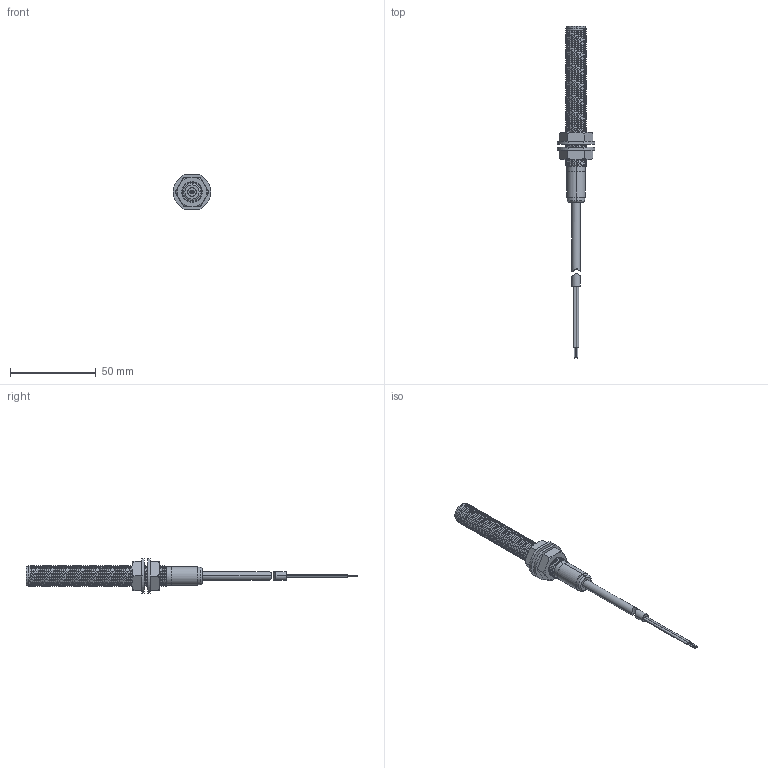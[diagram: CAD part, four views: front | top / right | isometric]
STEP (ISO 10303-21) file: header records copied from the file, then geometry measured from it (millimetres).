
FILE_DESCRIPTION (( 'STEP AP214' ), '1' );
FILE_NAME ('C19x.STEP', '2025-05-21T08:13:24', ( '' ), ( '' ), 'SwSTEP 2.0', 'SolidWorks 2025', '' );
FILE_SCHEMA (( 'AUTOMOTIVE_DESIGN' ));
Length unit declared in the file: millimetre
Products named in the file (5): Cavo 1PDA; 1STA 01 00 0000; 1VDA12040000; 1C1900000000; C19x
Assembly tree (5 placements, depth 2):
  C19x
    1C1900000000
    Cavo 1PDA
    1STA 01 00 0000
    1VDA12040000  x2
Bounding box: 22 x 194 x 20 mm (x, y, z)
Volume: 8376.9 mm3; surface area: 12384 mm2
Topology: 6 solids, 6 shells, 247 faces, 646 edges, 424 vertices
Faces by surface type: cylinder 176, plane 42, torus 22, bspline 5, cone 2
Entity records: 14926 total; most frequent: CARTESIAN_POINT 9776, ORIENTED_EDGE 1174, DIRECTION 862, EDGE_CURVE 587, VERTEX_POINT 385, AXIS2_PLACEMENT_3D 333, EDGE_LOOP 240, FACE_OUTER_BOUND 224
